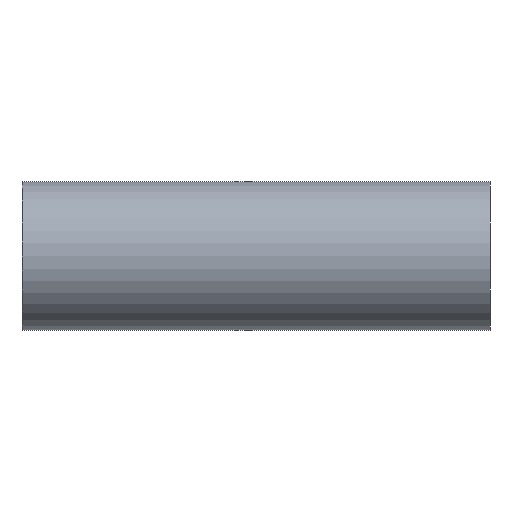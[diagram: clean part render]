
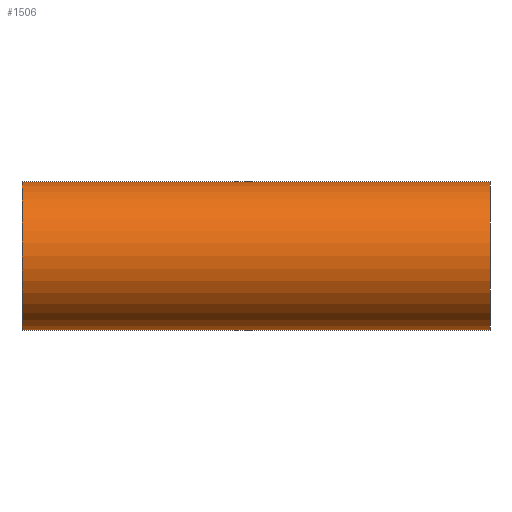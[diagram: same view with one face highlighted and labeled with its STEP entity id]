
A CAD part, left-side view. The second image highlights one B-rep face of the part: STEP entity #1506.
In plain terms, the highlighted cylindrical face has radius 17.5 mm (diameter 35 mm), a full revolution.
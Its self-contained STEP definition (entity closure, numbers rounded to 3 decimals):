
#1330=CARTESIAN_POINT('',(14.133,0.,-10.321));
#1331=VERTEX_POINT('',#1330);
#1339=CARTESIAN_POINT('',(14.133,0.,-10.321));
#1340=CARTESIAN_POINT('',(14.133,0.879,-10.32));
#1341=CARTESIAN_POINT('',(14.234,2.194,-10.184));
#1342=CARTESIAN_POINT('',(14.54,3.866,-9.743));
#1343=CARTESIAN_POINT('',(14.926,5.437,-9.15));
#1344=CARTESIAN_POINT('',(15.407,6.88,-8.331));
#1345=CARTESIAN_POINT('',(15.901,8.134,-7.324));
#1346=CARTESIAN_POINT('',(16.303,9.069,-6.393));
#1347=CARTESIAN_POINT('',(16.717,9.958,-5.237));
#1348=CARTESIAN_POINT('',(17.091,10.713,-3.859));
#1349=CARTESIAN_POINT('',(17.363,11.241,-2.359));
#1350=CARTESIAN_POINT('',(17.506,11.511,-0.8));
#1351=CARTESIAN_POINT('',(17.506,11.511,0.525));
#1352=CARTESIAN_POINT('',(17.435,11.378,1.568));
#1353=CARTESIAN_POINT('',(17.261,11.044,3.119));
#1354=CARTESIAN_POINT('',(16.871,10.287,4.809));
#1355=CARTESIAN_POINT('',(16.267,8.992,6.493));
#1356=CARTESIAN_POINT('',(15.781,7.85,7.591));
#1357=CARTESIAN_POINT('',(15.368,6.752,8.382));
#1358=CARTESIAN_POINT('',(15.056,5.799,8.923));
#1359=CARTESIAN_POINT('',(14.692,4.56,9.519));
#1360=CARTESIAN_POINT('',(14.391,3.19,9.96));
#1361=CARTESIAN_POINT('',(14.178,1.476,10.259));
#1362=CARTESIAN_POINT('',(14.118,0.302,10.34));
#1363=CARTESIAN_POINT('',(14.147,-0.87,10.301));
#1364=CARTESIAN_POINT('',(14.234,-2.036,10.181));
#1365=CARTESIAN_POINT('',(14.443,-3.447,9.887));
#1366=CARTESIAN_POINT('',(14.824,-5.056,9.312));
#1367=CARTESIAN_POINT('',(15.282,-6.521,8.545));
#1368=CARTESIAN_POINT('',(15.774,-7.833,7.607));
#1369=CARTESIAN_POINT('',(16.266,-8.989,6.495));
#1370=CARTESIAN_POINT('',(16.763,-10.056,5.113));
#1371=CARTESIAN_POINT('',(17.13,-10.789,3.691));
#1372=CARTESIAN_POINT('',(17.379,-11.27,2.188));
#1373=CARTESIAN_POINT('',(17.506,-11.511,0.799));
#1374=CARTESIAN_POINT('',(17.506,-11.512,-0.787));
#1375=CARTESIAN_POINT('',(17.364,-11.243,-2.352));
#1376=CARTESIAN_POINT('',(17.095,-10.721,-3.841));
#1377=CARTESIAN_POINT('',(16.716,-9.957,-5.24));
#1378=CARTESIAN_POINT('',(16.307,-9.076,-6.383));
#1379=CARTESIAN_POINT('',(15.903,-8.138,-7.322));
#1380=CARTESIAN_POINT('',(15.406,-6.877,-8.332));
#1381=CARTESIAN_POINT('',(14.932,-5.457,-9.141));
#1382=CARTESIAN_POINT('',(14.539,-3.864,-9.744));
#1383=CARTESIAN_POINT('',(14.311,-2.613,-10.073));
#1384=CARTESIAN_POINT('',(14.166,-1.322,-10.275));
#1385=CARTESIAN_POINT('',(14.133,-0.439,-10.321));
#1386=CARTESIAN_POINT('',(14.133,0.,-10.321));
#1387=B_SPLINE_CURVE_WITH_KNOTS('',3,(#1339,#1340,#1341,#1342,#1343,#1344,#1345,#1346,#1347,#1348,#1349,#1350,#1351,#1352,#1353,#1354,#1355,#1356,#1357,#1358,#1359,#1360,#1361,#1362,#1363,#1364,#1365,#1366,#1367,#1368,#1369,#1370,#1371,#1372,#1373,#1374,#1375,#1376,#1377,#1378,#1379,#1380,#1381,#1382,#1383,#1384,#1385,#1386),.UNSPECIFIED.,.T.,.U.,(4,1,1,1,1,1,1,1,1,1,1,1,1,1,1,1,1,1,1,1,1,1,1,1,1,1,1,1,1,1,1,1,1,1,1,1,1,1,1,1,1,1,1,1,1,4),(-5.868,-5.658,-5.553,-5.448,-5.239,-5.134,-5.029,-4.89,-4.75,-4.61,-4.471,-4.331,-4.261,-4.191,-3.912,-3.772,-3.632,-3.493,-3.423,-3.353,-3.143,-3.074,-2.934,-2.864,-2.794,-2.654,-2.515,-2.375,-2.235,-2.096,-1.956,-1.77,-1.676,-1.537,-1.397,-1.257,-1.118,-0.978,-0.838,-0.733,-0.629,-0.419,-0.314,-0.21,-0.105,0.0),.UNSPECIFIED.);
#1388=EDGE_CURVE('',#1331,#1331,#1387,.T.);
#1476=CARTESIAN_POINT('',(0.,0.0,0.0));
#1477=DIRECTION('',(0.,-1.0,0.0));
#1478=DIRECTION('',(1.0,0.0,0.0));
#1479=AXIS2_PLACEMENT_3D('',#1476,#1477,#1478);
#1480=CYLINDRICAL_SURFACE('',#1479,17.5);
#1481=CARTESIAN_POINT('',(17.5,-55.,0.0));
#1482=VERTEX_POINT('',#1481);
#1483=CARTESIAN_POINT('',(0.,-55.0,0.0));
#1484=DIRECTION('',(0.0,-1.0,0.0));
#1485=DIRECTION('',(1.0,0.0,0.0));
#1486=AXIS2_PLACEMENT_3D('',#1483,#1484,#1485);
#1487=CIRCLE('',#1486,17.5);
#1488=EDGE_CURVE('',#1482,#1482,#1487,.T.);
#1489=ORIENTED_EDGE('',*,*,#1488,.F.);
#1490=EDGE_LOOP('',(#1489));
#1491=FACE_OUTER_BOUND('',#1490,.T.);
#1492=CARTESIAN_POINT('',(17.5,55.,0.0));
#1493=VERTEX_POINT('',#1492);
#1494=CARTESIAN_POINT('',(0.,55.0,0.0));
#1495=DIRECTION('',(0.0,-1.0,0.0));
#1496=DIRECTION('',(1.0,0.0,0.0));
#1497=AXIS2_PLACEMENT_3D('',#1494,#1495,#1496);
#1498=CIRCLE('',#1497,17.5);
#1499=EDGE_CURVE('',#1493,#1493,#1498,.T.);
#1500=ORIENTED_EDGE('',*,*,#1499,.T.);
#1501=EDGE_LOOP('',(#1500));
#1502=FACE_BOUND('',#1501,.T.);
#1503=ORIENTED_EDGE('',*,*,#1388,.F.);
#1504=EDGE_LOOP('',(#1503));
#1505=FACE_BOUND('',#1504,.T.);
#1506=ADVANCED_FACE('',(#1491,#1502,#1505),#1480,.T.);
